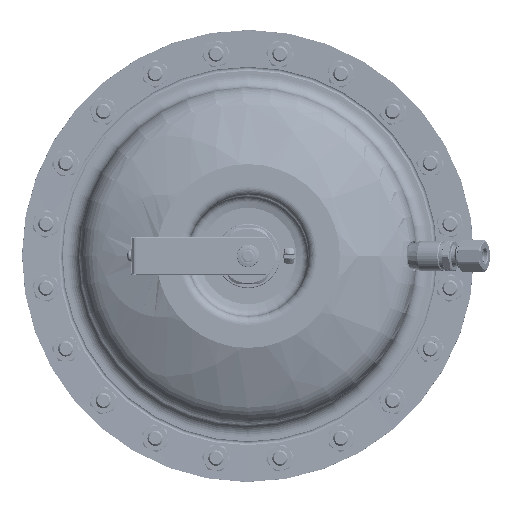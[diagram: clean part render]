
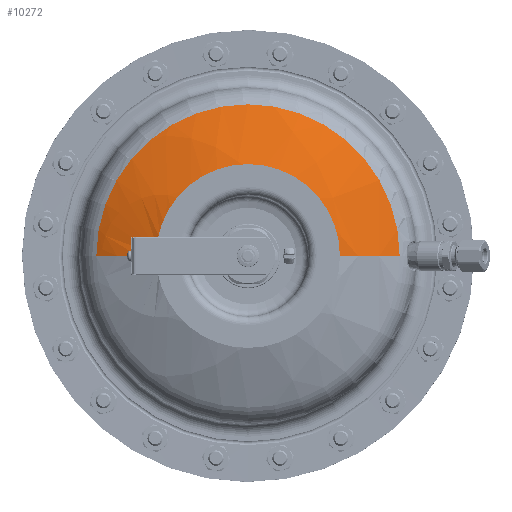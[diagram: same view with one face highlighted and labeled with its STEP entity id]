
A CAD part, front view. The second image highlights one B-rep face of the part: STEP entity #10272.
In plain terms, the highlighted spherical face has radius 220 mm.
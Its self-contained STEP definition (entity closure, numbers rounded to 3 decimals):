
#7544=CARTESIAN_POINT('',(57.695,49.3,
0.));
#7545=CARTESIAN_POINT('',(57.695,49.3,
-0.082));
#7546=CARTESIAN_POINT('',(57.694,49.3,
-0.245));
#7547=CARTESIAN_POINT('',(57.694,49.3,
-0.49));
#7548=CARTESIAN_POINT('',(57.692,49.3,
-0.654));
#7549=CARTESIAN_POINT('',(57.691,49.3,
-0.736));
#7551=CARTESIAN_POINT('',(0.,49.3,0.));
#7552=DIRECTION('',(0.,1.,0.));
#7553=DIRECTION('',(1.,0.,-0.013));
#7554=AXIS2_PLACEMENT_3D('',#7551,#7552,#7553);
#7556=CARTESIAN_POINT('',(0.,33.466,0.));
#7557=DIRECTION('',(0.,-1.,0.));
#7558=DIRECTION('',(-1.,0.,0.));
#7559=AXIS2_PLACEMENT_3D('',#7556,#7557,#7558);
#7561=CARTESIAN_POINT('',(0.,-163.,0.));
#7562=DIRECTION('',(0.,0.,1.));
#7563=DIRECTION('',(0.45,0.893,0.));
#7564=AXIS2_PLACEMENT_3D('',#7561,#7562,#7563);
#7583=CARTESIAN_POINT('',(0.,-163.,0.));
#7584=DIRECTION('',(0.,0.,-1.));
#7585=DIRECTION('',(-0.45,0.893,0.));
#7586=AXIS2_PLACEMENT_3D('',#7583,#7584,#7585);
#9659=CARTESIAN_POINT('',(57.69,49.3,-0.736));
#9660=CARTESIAN_POINT('',(-57.695,49.3,0.));
#9661=VERTEX_POINT('',#9659);
#9662=VERTEX_POINT('',#9660);
#9663=VERTEX_POINT('',#7544);
#9664=CARTESIAN_POINT('',(-99.,33.466,0.));
#9665=VERTEX_POINT('',#9664);
#9666=CARTESIAN_POINT('',(99.,33.466,0.));
#9667=VERTEX_POINT('',#9666);
#10257=CARTESIAN_POINT('',(0.,-163.,0.));
#10258=DIRECTION('',(-0.262,0.965,0.));
#10259=DIRECTION('',(0.965,0.262,0.));
#10260=AXIS2_PLACEMENT_3D('',#10257,#10258,#10259);
#10261=SPHERICAL_SURFACE('',#10260,220.);
#10262=ORIENTED_EDGE('',*,*,#10246,.T.);
#10263=ORIENTED_EDGE('',*,*,#10244,.T.);
#10265=ORIENTED_EDGE('',*,*,#10264,.F.);
#10267=ORIENTED_EDGE('',*,*,#10266,.T.);
#10269=ORIENTED_EDGE('',*,*,#10268,.T.);
#10270=EDGE_LOOP('',(#10262,#10263,#10265,#10267,#10269));
#10271=FACE_OUTER_BOUND('',#10270,.F.);
#10272=ADVANCED_FACE('',(#10271),#10261,.T.);
#7550=B_SPLINE_CURVE_WITH_KNOTS('',3,(#7544,#7545,#7546,#7547,#7548,#7549),
.UNSPECIFIED.,.F.,.F.,(4,1,1,4),(0.,0.333,0.667,1.),
.UNSPECIFIED.);
#7555=CIRCLE('',#7554,57.695);
#7560=CIRCLE('',#7559,99.);
#7565=CIRCLE('',#7564,220.);
#7587=CIRCLE('',#7586,220.);
#10244=EDGE_CURVE('',#9661,#9662,#7555,.T.);
#10246=EDGE_CURVE('',#9663,#9661,#7550,.T.);
#10264=EDGE_CURVE('',#9665,#9662,#7587,.T.);
#10266=EDGE_CURVE('',#9665,#9667,#7560,.T.);
#10268=EDGE_CURVE('',#9667,#9663,#7565,.T.);
